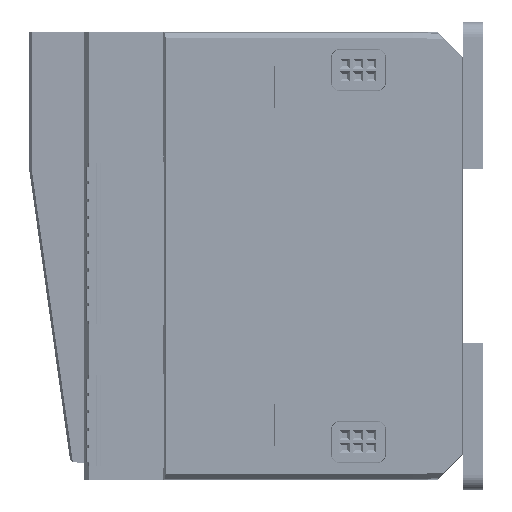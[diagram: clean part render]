
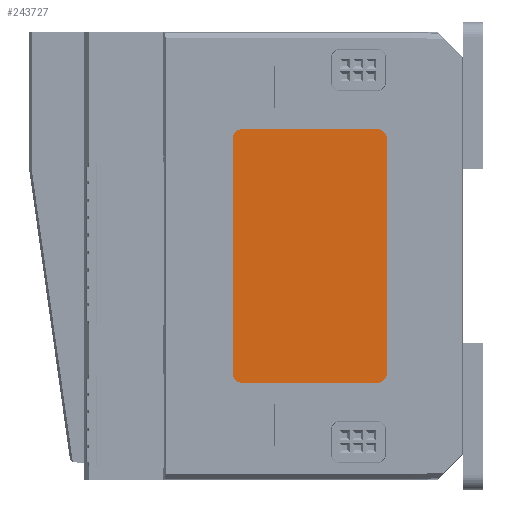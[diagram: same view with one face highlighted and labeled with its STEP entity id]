
A CAD part, left-side view. The second image highlights one B-rep face of the part: STEP entity #243727.
In plain terms, the highlighted planar face has unit normal (-1, 0, 0).
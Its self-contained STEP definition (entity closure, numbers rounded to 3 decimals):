
#238926=CARTESIAN_POINT('',(8.55,44.217,23.5));
#238927=DIRECTION('',(-1.,0.,0.));
#238928=DIRECTION('',(0.,0.,1.));
#238929=AXIS2_PLACEMENT_3D('',#238926,#238927,#238928);
#238931=DIRECTION('',(0.,1.,0.));
#238932=VECTOR('',#238931,27.);
#238933=CARTESIAN_POINT('',(8.55,17.217,25.5));
#238934=LINE('',#238933,#238932);
#238935=CARTESIAN_POINT('',(8.55,17.217,23.5));
#238936=DIRECTION('',(-1.,0.,0.));
#238937=DIRECTION('',(0.,-1.,0.));
#238938=AXIS2_PLACEMENT_3D('',#238935,#238936,#238937);
#238940=DIRECTION('',(0.,0.,1.));
#238941=VECTOR('',#238940,47.);
#238942=CARTESIAN_POINT('',(8.55,15.217,-23.5));
#238943=LINE('',#238942,#238941);
#238944=CARTESIAN_POINT('',(8.55,17.217,-23.5));
#238945=DIRECTION('',(-1.,0.,0.));
#238946=DIRECTION('',(0.,0.,-1.));
#238947=AXIS2_PLACEMENT_3D('',#238944,#238945,#238946);
#238949=DIRECTION('',(0.,-1.,0.));
#238950=VECTOR('',#238949,27.);
#238951=CARTESIAN_POINT('',(8.55,44.217,-25.5));
#238952=LINE('',#238951,#238950);
#238953=CARTESIAN_POINT('',(8.55,44.217,-23.5));
#238954=DIRECTION('',(-1.,0.,0.));
#238955=DIRECTION('',(0.,1.,0.));
#238956=AXIS2_PLACEMENT_3D('',#238953,#238954,#238955);
#238958=DIRECTION('',(0.,0.,-1.));
#238959=VECTOR('',#238958,47.);
#238960=CARTESIAN_POINT('',(8.55,46.217,23.5));
#238961=LINE('',#238960,#238959);
#239861=CARTESIAN_POINT('',(8.55,44.217,25.5));
#239862=CARTESIAN_POINT('',(8.55,46.217,23.5));
#239863=VERTEX_POINT('',#239861);
#239864=VERTEX_POINT('',#239862);
#239869=CARTESIAN_POINT('',(8.55,15.217,23.5));
#239870=CARTESIAN_POINT('',(8.55,17.217,25.5));
#239871=VERTEX_POINT('',#239869);
#239872=VERTEX_POINT('',#239870);
#239877=CARTESIAN_POINT('',(8.55,46.217,-23.5));
#239878=CARTESIAN_POINT('',(8.55,44.217,-25.5));
#239879=VERTEX_POINT('',#239877);
#239880=VERTEX_POINT('',#239878);
#239885=CARTESIAN_POINT('',(8.55,17.217,-25.5));
#239886=CARTESIAN_POINT('',(8.55,15.217,-23.5));
#239887=VERTEX_POINT('',#239885);
#239888=VERTEX_POINT('',#239886);
#243706=CARTESIAN_POINT('',(8.55,0.,0.));
#243707=DIRECTION('',(-1.,0.,0.));
#243708=DIRECTION('',(0.,-1.,0.));
#243709=AXIS2_PLACEMENT_3D('',#243706,#243707,#243708);
#243710=PLANE('',#243709);
#243712=ORIENTED_EDGE('',*,*,#243711,.F.);
#243714=ORIENTED_EDGE('',*,*,#243713,.F.);
#243715=ORIENTED_EDGE('',*,*,#243697,.F.);
#243716=ORIENTED_EDGE('',*,*,#243687,.F.);
#243718=ORIENTED_EDGE('',*,*,#243717,.F.);
#243720=ORIENTED_EDGE('',*,*,#243719,.F.);
#243722=ORIENTED_EDGE('',*,*,#243721,.F.);
#243724=ORIENTED_EDGE('',*,*,#243723,.F.);
#243725=EDGE_LOOP('',(#243712,#243714,#243715,#243716,#243718,#243720,#243722,
#243724));
#243726=FACE_OUTER_BOUND('',#243725,.F.);
#243727=ADVANCED_FACE('',(#243726),#243710,.T.);
#238930=CIRCLE('',#238929,2.);
#238939=CIRCLE('',#238938,2.);
#238948=CIRCLE('',#238947,2.);
#238957=CIRCLE('',#238956,2.);
#243687=EDGE_CURVE('',#239888,#239871,#238943,.T.);
#243697=EDGE_CURVE('',#239871,#239872,#238939,.T.);
#243711=EDGE_CURVE('',#239863,#239864,#238930,.T.);
#243713=EDGE_CURVE('',#239872,#239863,#238934,.T.);
#243717=EDGE_CURVE('',#239887,#239888,#238948,.T.);
#243719=EDGE_CURVE('',#239880,#239887,#238952,.T.);
#243721=EDGE_CURVE('',#239879,#239880,#238957,.T.);
#243723=EDGE_CURVE('',#239864,#239879,#238961,.T.);
